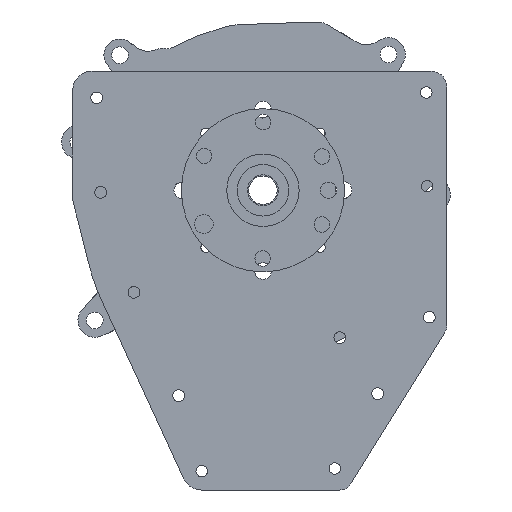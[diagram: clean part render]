
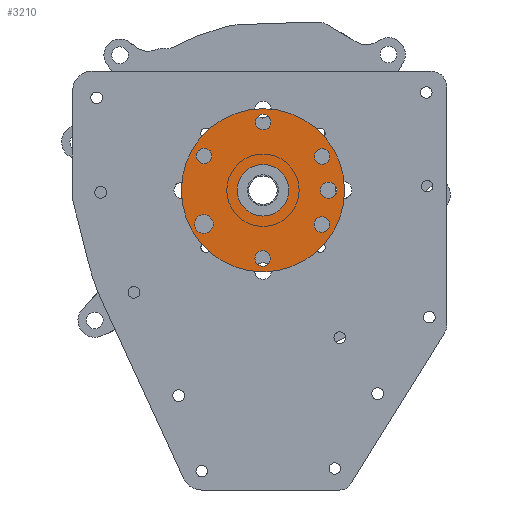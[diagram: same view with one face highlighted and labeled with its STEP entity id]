
A CAD part, front view. The second image highlights one B-rep face of the part: STEP entity #3210.
In plain terms, the highlighted planar face has unit normal (0, -1, 0).
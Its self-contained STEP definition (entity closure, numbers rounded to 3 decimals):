
#639=FACE_BOUND('',#1062,.T.);
#640=FACE_BOUND('',#1063,.T.);
#641=FACE_BOUND('',#1064,.T.);
#642=FACE_BOUND('',#1065,.T.);
#643=FACE_BOUND('',#1066,.T.);
#644=FACE_BOUND('',#1067,.T.);
#645=FACE_BOUND('',#1068,.T.);
#646=FACE_BOUND('',#1069,.T.);
#843=FACE_OUTER_BOUND('',#1061,.T.);
#1061=EDGE_LOOP('',(#2631));
#1062=EDGE_LOOP('',(#2632));
#1063=EDGE_LOOP('',(#2633));
#1064=EDGE_LOOP('',(#2634));
#1065=EDGE_LOOP('',(#2635));
#1066=EDGE_LOOP('',(#2636));
#1067=EDGE_LOOP('',(#2637));
#1068=EDGE_LOOP('',(#2638));
#1069=EDGE_LOOP('',(#2639));
#1369=CIRCLE('',#3557,7.25);
#1373=CIRCLE('',#3564,6.35);
#1375=CIRCLE('',#3567,6.);
#1377=CIRCLE('',#3570,6.);
#1379=CIRCLE('',#3573,6.);
#1381=CIRCLE('',#3576,6.);
#1383=CIRCLE('',#3579,6.);
#1385=CIRCLE('',#3582,19.75);
#1387=CIRCLE('',#3585,63.25);
#1638=VERTEX_POINT('',#8481);
#1642=VERTEX_POINT('',#8494);
#1644=VERTEX_POINT('',#8500);
#1646=VERTEX_POINT('',#8506);
#1648=VERTEX_POINT('',#8512);
#1650=VERTEX_POINT('',#8518);
#1652=VERTEX_POINT('',#8524);
#1654=VERTEX_POINT('',#8530);
#1656=VERTEX_POINT('',#8536);
#1982=EDGE_CURVE('',#1638,#1638,#1369,.T.);
#1988=EDGE_CURVE('',#1642,#1642,#1373,.T.);
#1991=EDGE_CURVE('',#1644,#1644,#1375,.T.);
#1994=EDGE_CURVE('',#1646,#1646,#1377,.T.);
#1997=EDGE_CURVE('',#1648,#1648,#1379,.T.);
#2000=EDGE_CURVE('',#1650,#1650,#1381,.T.);
#2003=EDGE_CURVE('',#1652,#1652,#1383,.T.);
#2006=EDGE_CURVE('',#1654,#1654,#1385,.T.);
#2009=EDGE_CURVE('',#1656,#1656,#1387,.T.);
#2631=ORIENTED_EDGE('',*,*,#2009,.F.);
#2632=ORIENTED_EDGE('',*,*,#1982,.T.);
#2633=ORIENTED_EDGE('',*,*,#2006,.F.);
#2634=ORIENTED_EDGE('',*,*,#2003,.F.);
#2635=ORIENTED_EDGE('',*,*,#2000,.F.);
#2636=ORIENTED_EDGE('',*,*,#1997,.F.);
#2637=ORIENTED_EDGE('',*,*,#1994,.F.);
#2638=ORIENTED_EDGE('',*,*,#1991,.F.);
#2639=ORIENTED_EDGE('',*,*,#1988,.F.);
#3108=PLANE('',#3587);
#3210=ADVANCED_FACE('',(#843,#639,#640,#641,#642,#643,#644,#645,#646),#3108,
 .F.);
#3557=AXIS2_PLACEMENT_3D('',#8483,#4233,#4234);
#3564=AXIS2_PLACEMENT_3D('',#8496,#4249,#4250);
#3567=AXIS2_PLACEMENT_3D('',#8502,#4256,#4257);
#3570=AXIS2_PLACEMENT_3D('',#8508,#4263,#4264);
#3573=AXIS2_PLACEMENT_3D('',#8514,#4270,#4271);
#3576=AXIS2_PLACEMENT_3D('',#8520,#4277,#4278);
#3579=AXIS2_PLACEMENT_3D('',#8526,#4284,#4285);
#3582=AXIS2_PLACEMENT_3D('',#8532,#4291,#4292);
#3585=AXIS2_PLACEMENT_3D('',#8538,#4298,#4299);
#3587=AXIS2_PLACEMENT_3D('',#8540,#4302,#4303);
#4233=DIRECTION('center_axis',(0.,1.,0.));
#4234=DIRECTION('ref_axis',(-1.,0.,0.));
#4249=DIRECTION('center_axis',(0.,-1.,0.));
#4250=DIRECTION('ref_axis',(1.,0.,0.));
#4256=DIRECTION('center_axis',(0.,-1.,0.));
#4257=DIRECTION('ref_axis',(1.,0.,0.));
#4263=DIRECTION('center_axis',(0.,-1.,0.));
#4264=DIRECTION('ref_axis',(1.,0.,0.));
#4270=DIRECTION('center_axis',(0.,-1.,0.));
#4271=DIRECTION('ref_axis',(1.,0.,0.));
#4277=DIRECTION('center_axis',(0.,-1.,0.));
#4278=DIRECTION('ref_axis',(1.,0.,0.));
#4284=DIRECTION('center_axis',(0.,-1.,0.));
#4285=DIRECTION('ref_axis',(1.,0.,0.));
#4291=DIRECTION('center_axis',(0.,-1.,0.));
#4292=DIRECTION('ref_axis',(1.,0.,0.));
#4298=DIRECTION('center_axis',(0.,1.,0.));
#4299=DIRECTION('ref_axis',(1.,0.,0.));
#4302=DIRECTION('center_axis',(0.,1.,0.));
#4303=DIRECTION('ref_axis',(1.,0.,0.));
#8481=CARTESIAN_POINT('',(-38.577,20.,-26.225));
#8483=CARTESIAN_POINT('Origin',(-45.827,20.,-26.225));
#8494=CARTESIAN_POINT('',(44.45,20.,0.));
#8496=CARTESIAN_POINT('Origin',(50.8,20.,0.));
#8500=CARTESIAN_POINT('',(39.625,20.,-26.574));
#8502=CARTESIAN_POINT('Origin',(45.625,20.,-26.574));
#8506=CARTESIAN_POINT('',(39.827,20.,26.225));
#8508=CARTESIAN_POINT('Origin',(45.827,20.,26.225));
#8512=CARTESIAN_POINT('',(-6.202,20.,-52.8));
#8514=CARTESIAN_POINT('Origin',(-0.202,20.,-52.8));
#8518=CARTESIAN_POINT('',(-51.625,20.,26.574));
#8520=CARTESIAN_POINT('Origin',(-45.625,20.,26.574));
#8524=CARTESIAN_POINT('',(-5.798,20.,52.8));
#8526=CARTESIAN_POINT('Origin',(0.202,20.,52.8));
#8530=CARTESIAN_POINT('',(-19.75,20.,0.));
#8532=CARTESIAN_POINT('Origin',(0.,20.,0.));
#8536=CARTESIAN_POINT('',(-63.25,20.,0.));
#8538=CARTESIAN_POINT('Origin',(0.,20.,0.));
#8540=CARTESIAN_POINT('Origin',(0.,20.,0.));
